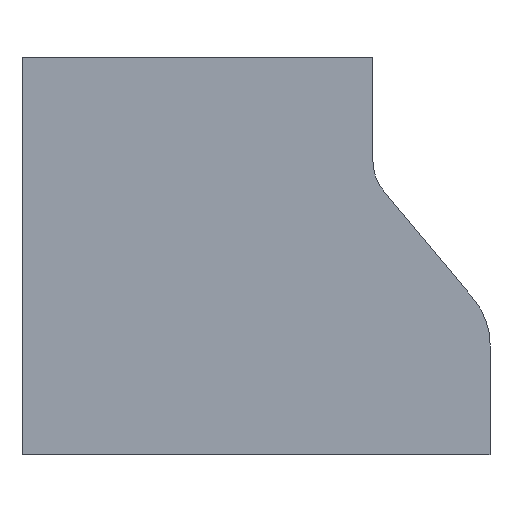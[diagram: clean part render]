
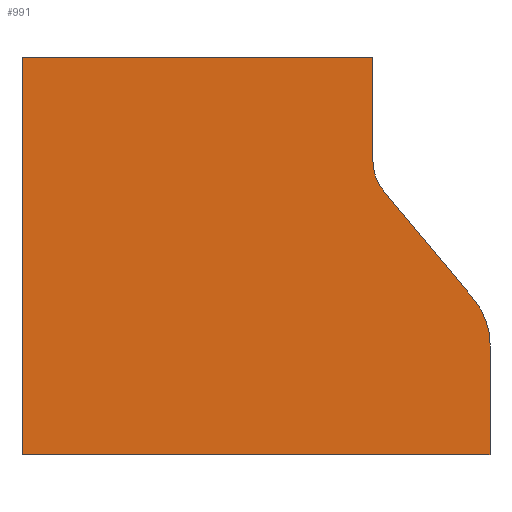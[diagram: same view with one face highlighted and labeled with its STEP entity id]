
A CAD part, front view. The second image highlights one B-rep face of the part: STEP entity #991.
In plain terms, the highlighted planar face has unit normal (0, -1, 0).
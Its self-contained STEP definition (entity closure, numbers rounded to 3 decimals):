
#55 = AXIS2_PLACEMENT_3D ( 'NONE', #679, #688, #689 ) ;
#89 = AXIS2_PLACEMENT_3D ( 'NONE', #549, #550, #551 ) ;
#90 = AXIS2_PLACEMENT_3D ( 'NONE', #546, #547, #548 ) ;
#216 = LINE ( 'NONE', #1132, #219 ) ;
#219 = VECTOR ( 'NONE', #1133, 1000. ) ;
#256 = LINE ( 'NONE', #1187, #259 ) ;
#259 = VECTOR ( 'NONE', #1188, 1000. ) ;
#294 = LINE ( 'NONE', #526, #297 ) ;
#297 = VECTOR ( 'NONE', #527, 1000. ) ;
#300 = LINE ( 'NONE', #532, #303 ) ;
#303 = VECTOR ( 'NONE', #533, 1000. ) ;
#310 = LINE ( 'NONE', #542, #313 ) ;
#312 = CIRCLE ( 'NONE', #90, 30. ) ;
#313 = VECTOR ( 'NONE', #543, 1000. ) ;
#314 = LINE ( 'NONE', #535, #316 ) ;
#315 = CIRCLE ( 'NONE', #89, 20. ) ;
#316 = VECTOR ( 'NONE', #523, 1000. ) ;
#385 = FACE_OUTER_BOUND ( 'NONE', #1310, .T. ) ;
#493 = EDGE_CURVE ( 'NONE', #1266, #1250, #216, .T. ) ;
#517 = EDGE_CURVE ( 'NONE', #1278, #1705, #256, .T. ) ;
#523 = DIRECTION ( 'NONE',  ( -0.64, 0., 0.768 ) ) ;
#526 = CARTESIAN_POINT ( 'NONE',  ( -75., 0., 0. ) ) ;
#527 = DIRECTION ( 'NONE',  ( 1., 0., 0. ) ) ;
#532 = CARTESIAN_POINT ( 'NONE',  ( -125., 0., -170. ) ) ;
#533 = DIRECTION ( 'NONE',  ( -1., 0., 0. ) ) ;
#535 = CARTESIAN_POINT ( 'NONE',  ( 229.636, 0., -57.304 ) ) ;
#542 = CARTESIAN_POINT ( 'NONE',  ( 75., 0., 0. ) ) ;
#543 = DIRECTION ( 'NONE',  ( 0., 0., 1. ) ) ;
#546 = CARTESIAN_POINT ( 'NONE',  ( 245., 0., -122.603 ) ) ;
#547 = DIRECTION ( 'NONE',  ( 0., -1., 0. ) ) ;
#548 = DIRECTION ( 'NONE',  ( 0., 0., 1. ) ) ;
#549 = CARTESIAN_POINT ( 'NONE',  ( 245., 0., -44.501 ) ) ;
#550 = DIRECTION ( 'NONE',  ( 0., 1., 0. ) ) ;
#551 = DIRECTION ( 'NONE',  ( 0., 0., 1. ) ) ;
#679 = CARTESIAN_POINT ( 'NONE',  ( -95., 0., -44.501 ) ) ;
#686 = PLANE ( 'NONE',  #55 ) ;
#688 = DIRECTION ( 'NONE',  ( 0., 1., 0. ) ) ;
#689 = DIRECTION ( 'NONE',  ( 0., 0., 1. ) ) ;
#776 = CARTESIAN_POINT ( 'NONE',  ( 225., 0., 0. ) ) ;
#779 = CARTESIAN_POINT ( 'NONE',  ( 268.047, 0., -103.398 ) ) ;
#781 = CARTESIAN_POINT ( 'NONE',  ( 75., 0., -170. ) ) ;
#787 = CARTESIAN_POINT ( 'NONE',  ( 229.636, 0., -57.304 ) ) ;
#792 = CARTESIAN_POINT ( 'NONE',  ( 225., 0., -44.501 ) ) ;
#804 = CARTESIAN_POINT ( 'NONE',  ( 275., 0., -170. ) ) ;
#815 = CARTESIAN_POINT ( 'NONE',  ( 75., 0., 0. ) ) ;
#829 = CARTESIAN_POINT ( 'NONE',  ( 275., 0., -122.603 ) ) ;
#938 = EDGE_CURVE ( 'NONE', #1289, #1250, #294, .T. ) ;
#941 = EDGE_CURVE ( 'NONE', #1278, #1255, #300, .T. ) ;
#946 = EDGE_CURVE ( 'NONE', #1255, #1289, #310, .T. ) ;
#947 = EDGE_CURVE ( 'NONE', #1705, #1253, #312, .T. ) ;
#948 = EDGE_CURVE ( 'NONE', #1253, #1261, #314, .T. ) ;
#949 = EDGE_CURVE ( 'NONE', #1261, #1266, #315, .T. ) ;
#991 = ADVANCED_FACE ( 'NONE', ( #385 ), #686, .F. ) ;
#1132 = CARTESIAN_POINT ( 'NONE',  ( 225., 0., 0. ) ) ;
#1133 = DIRECTION ( 'NONE',  ( 0., 0., 1. ) ) ;
#1187 = CARTESIAN_POINT ( 'NONE',  ( 275., 0., -122.603 ) ) ;
#1188 = DIRECTION ( 'NONE',  ( 0., 0., 1. ) ) ;
#1250 = VERTEX_POINT ( 'NONE', #776 ) ;
#1253 = VERTEX_POINT ( 'NONE', #779 ) ;
#1255 = VERTEX_POINT ( 'NONE', #781 ) ;
#1261 = VERTEX_POINT ( 'NONE', #787 ) ;
#1266 = VERTEX_POINT ( 'NONE', #792 ) ;
#1278 = VERTEX_POINT ( 'NONE', #804 ) ;
#1289 = VERTEX_POINT ( 'NONE', #815 ) ;
#1310 = EDGE_LOOP ( 'NONE', ( #1401, #1400, #1399, #1398, #1528, #1650, #1649, #1648 ) ) ;
#1398 = ORIENTED_EDGE ( 'NONE', *, *, #517, .T. ) ;
#1399 = ORIENTED_EDGE ( 'NONE', *, *, #941, .F. ) ;
#1400 = ORIENTED_EDGE ( 'NONE', *, *, #946, .F. ) ;
#1401 = ORIENTED_EDGE ( 'NONE', *, *, #938, .F. ) ;
#1528 = ORIENTED_EDGE ( 'NONE', *, *, #947, .T. ) ;
#1648 = ORIENTED_EDGE ( 'NONE', *, *, #493, .T. ) ;
#1649 = ORIENTED_EDGE ( 'NONE', *, *, #949, .T. ) ;
#1650 = ORIENTED_EDGE ( 'NONE', *, *, #948, .T. ) ;
#1705 = VERTEX_POINT ( 'NONE', #829 ) ;
